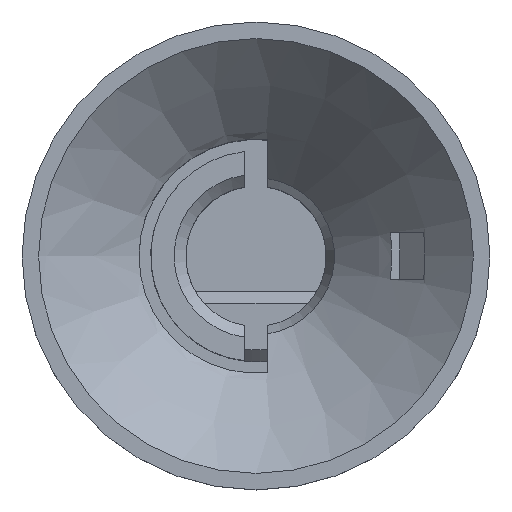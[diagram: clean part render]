
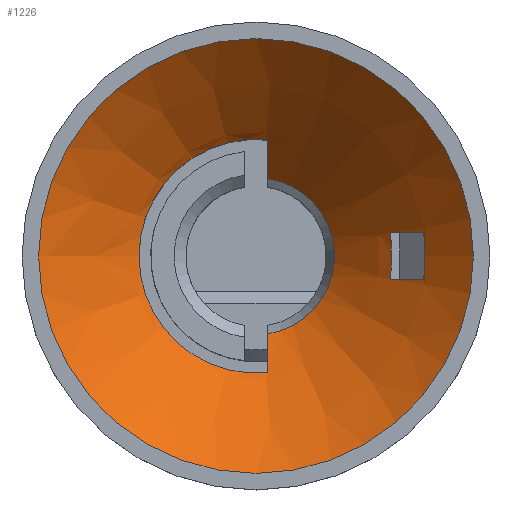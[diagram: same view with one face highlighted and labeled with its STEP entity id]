
A CAD part, top view. The second image highlights one B-rep face of the part: STEP entity #1226.
In plain terms, the highlighted conical face has half-angle 45 degrees and reference radius 4.646 mm.
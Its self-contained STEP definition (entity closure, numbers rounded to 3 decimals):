
#15=FACE_BOUND('',#311,.T.);
#149=CIRCLE('',#1282,3.354);
#151=CIRCLE('',#1288,5.);
#152=CIRCLE('',#1289,5.);
#171=CIRCLE('',#1344,9.293);
#178=CONICAL_SURFACE('',#1343,4.646,0.785);
#243=FACE_OUTER_BOUND('',#310,.T.);
#310=EDGE_LOOP('',(#1128,#1129,#1130,#1131,#1132,#1133,#1134,#1135));
#311=EDGE_LOOP('',(#1136,#1137,#1138,#1139));
#378=LINE('',#3677,#443);
#443=VECTOR('',#1597,4.646);
#445=(
BOUNDED_CURVE()
B_SPLINE_CURVE(2,(#1611,#1612,#1613),.UNSPECIFIED.,.F.,.F.)
B_SPLINE_CURVE_WITH_KNOTS((3,3),(0.017,0.213),
 .UNSPECIFIED.)
CURVE()
GEOMETRIC_REPRESENTATION_ITEM()
RATIONAL_B_SPLINE_CURVE((1.001,1.009,1.004))
REPRESENTATION_ITEM('')
);
#446=(
BOUNDED_CURVE()
B_SPLINE_CURVE(2,(#1621,#1622,#1623),.UNSPECIFIED.,.F.,.F.)
B_SPLINE_CURVE_WITH_KNOTS((3,3),(0.103,0.305),
 .UNSPECIFIED.)
CURVE()
GEOMETRIC_REPRESENTATION_ITEM()
RATIONAL_B_SPLINE_CURVE((1.,1.,1.))
REPRESENTATION_ITEM('')
);
#447=(
BOUNDED_CURVE()
B_SPLINE_CURVE(2,(#1629,#1630,#1631),.UNSPECIFIED.,.F.,.F.)
B_SPLINE_CURVE_WITH_KNOTS((3,3),(0.064,0.259),
 .UNSPECIFIED.)
CURVE()
GEOMETRIC_REPRESENTATION_ITEM()
RATIONAL_B_SPLINE_CURVE((1.004,1.009,1.001))
REPRESENTATION_ITEM('')
);
#448=(
BOUNDED_CURVE()
B_SPLINE_CURVE(2,(#1636,#1637,#1638),.UNSPECIFIED.,.F.,.F.)
B_SPLINE_CURVE_WITH_KNOTS((3,3),(0.127,0.328),
 .UNSPECIFIED.)
CURVE()
GEOMETRIC_REPRESENTATION_ITEM()
RATIONAL_B_SPLINE_CURVE((1.,1.,1.))
REPRESENTATION_ITEM('')
);
#451=(
BOUNDED_CURVE()
B_SPLINE_CURVE(2,(#1692,#1693,#1694),.UNSPECIFIED.,.F.,.F.)
B_SPLINE_CURVE_WITH_KNOTS((3,3),(2.439,2.499),
 .UNSPECIFIED.)
CURVE()
GEOMETRIC_REPRESENTATION_ITEM()
RATIONAL_B_SPLINE_CURVE((2.541,2.17,1.781))
REPRESENTATION_ITEM('')
);
#456=(
BOUNDED_CURVE()
B_SPLINE_CURVE(2,(#1742,#1743,#1744,#1745),.UNSPECIFIED.,.F.,.F.)
B_SPLINE_CURVE_WITH_KNOTS((3,1,3),(0.058,0.076,
0.117),.UNSPECIFIED.)
CURVE()
GEOMETRIC_REPRESENTATION_ITEM()
RATIONAL_B_SPLINE_CURVE((1.781,1.9,2.284,
2.541))
REPRESENTATION_ITEM('')
);
#457=VERTEX_POINT('',#1609);
#458=VERTEX_POINT('',#1610);
#461=VERTEX_POINT('',#1620);
#463=VERTEX_POINT('',#1628);
#482=VERTEX_POINT('',#1689);
#483=VERTEX_POINT('',#1691);
#492=VERTEX_POINT('',#1730);
#494=VERTEX_POINT('',#1741);
#495=VERTEX_POINT('',#1748);
#580=VERTEX_POINT('',#3676);
#582=EDGE_CURVE('',#457,#458,#445,.T.);
#586=EDGE_CURVE('',#458,#461,#446,.T.);
#589=EDGE_CURVE('',#461,#463,#447,.T.);
#592=EDGE_CURVE('',#463,#457,#448,.T.);
#616=EDGE_CURVE('',#483,#482,#451,.T.);
#632=EDGE_CURVE('',#483,#492,#149,.T.);
#636=EDGE_CURVE('',#494,#492,#456,.T.);
#638=EDGE_CURVE('',#482,#495,#151,.T.);
#639=EDGE_CURVE('',#495,#494,#152,.T.);
#766=EDGE_CURVE('',#495,#580,#378,.T.);
#767=EDGE_CURVE('',#580,#580,#171,.T.);
#1128=ORIENTED_EDGE('',*,*,#632,.F.);
#1129=ORIENTED_EDGE('',*,*,#616,.T.);
#1130=ORIENTED_EDGE('',*,*,#638,.T.);
#1131=ORIENTED_EDGE('',*,*,#766,.T.);
#1132=ORIENTED_EDGE('',*,*,#767,.F.);
#1133=ORIENTED_EDGE('',*,*,#766,.F.);
#1134=ORIENTED_EDGE('',*,*,#639,.T.);
#1135=ORIENTED_EDGE('',*,*,#636,.T.);
#1136=ORIENTED_EDGE('',*,*,#589,.T.);
#1137=ORIENTED_EDGE('',*,*,#592,.T.);
#1138=ORIENTED_EDGE('',*,*,#582,.T.);
#1139=ORIENTED_EDGE('',*,*,#586,.T.);
#1226=ADVANCED_FACE('',(#243,#15),#178,.F.);
#1282=AXIS2_PLACEMENT_3D('',#1731,#1437,#1438);
#1288=AXIS2_PLACEMENT_3D('',#1749,#1451,#1452);
#1289=AXIS2_PLACEMENT_3D('',#1750,#1453,#1454);
#1343=AXIS2_PLACEMENT_3D('',#3675,#1595,#1596);
#1344=AXIS2_PLACEMENT_3D('',#3678,#1598,#1599);
#1437=DIRECTION('center_axis',(0.,0.,1.));
#1438=DIRECTION('ref_axis',(1.,0.,0.));
#1451=DIRECTION('center_axis',(0.,0.,-1.));
#1452=DIRECTION('ref_axis',(1.,0.,0.));
#1453=DIRECTION('center_axis',(0.,0.,-1.));
#1454=DIRECTION('ref_axis',(1.,0.,0.));
#1595=DIRECTION('center_axis',(0.,0.,1.));
#1596=DIRECTION('ref_axis',(1.,0.,0.));
#1597=DIRECTION('',(-0.707,0.,0.707));
#1598=DIRECTION('center_axis',(0.,0.,-1.));
#1599=DIRECTION('ref_axis',(1.,0.,0.));
#1609=CARTESIAN_POINT('',(17.174,-1.,-2.049));
#1610=CARTESIAN_POINT('',(15.752,-1.,-3.455));
#1611=CARTESIAN_POINT('Ctrl Pts',(17.174,-1.,-2.049));
#1612=CARTESIAN_POINT('Ctrl Pts',(16.386,-1.,-2.83));
#1613=CARTESIAN_POINT('Ctrl Pts',(15.752,-1.,-3.455));
#1620=CARTESIAN_POINT('',(15.752,1.,-3.455));
#1621=CARTESIAN_POINT('Ctrl Pts',(15.752,-1.,-3.455));
#1622=CARTESIAN_POINT('Ctrl Pts',(15.838,0.,
-3.541));
#1623=CARTESIAN_POINT('Ctrl Pts',(15.752,1.,-3.455));
#1628=CARTESIAN_POINT('',(17.174,1.,-2.049));
#1629=CARTESIAN_POINT('Ctrl Pts',(15.752,1.,-3.455));
#1630=CARTESIAN_POINT('Ctrl Pts',(16.386,1.,-2.83));
#1631=CARTESIAN_POINT('Ctrl Pts',(17.174,1.,-2.049));
#1636=CARTESIAN_POINT('Ctrl Pts',(17.174,1.,-2.049));
#1637=CARTESIAN_POINT('Ctrl Pts',(17.244,0.,
-2.119));
#1638=CARTESIAN_POINT('Ctrl Pts',(17.174,-1.,-2.049));
#1689=CARTESIAN_POINT('',(10.5,-4.975,-4.293));
#1691=CARTESIAN_POINT('',(10.5,-3.316,-5.939));
#1692=CARTESIAN_POINT('Ctrl Pts',(10.5,-3.316,-5.939));
#1693=CARTESIAN_POINT('Ctrl Pts',(10.5,-3.982,-5.281));
#1694=CARTESIAN_POINT('Ctrl Pts',(10.5,-4.975,-4.293));
#1730=CARTESIAN_POINT('',(10.5,3.316,-5.939));
#1731=CARTESIAN_POINT('Origin',(10.,0.,-5.939));
#1741=CARTESIAN_POINT('',(10.5,4.975,-4.293));
#1742=CARTESIAN_POINT('Ctrl Pts',(10.5,4.975,-4.293));
#1743=CARTESIAN_POINT('Ctrl Pts',(10.5,4.627,-4.639));
#1744=CARTESIAN_POINT('Ctrl Pts',(10.5,3.755,-5.505));
#1745=CARTESIAN_POINT('Ctrl Pts',(10.5,3.316,-5.939));
#1748=CARTESIAN_POINT('',(5.,0.,-4.293));
#1749=CARTESIAN_POINT('Origin',(10.,0.,-4.293));
#1750=CARTESIAN_POINT('Origin',(10.,0.,-4.293));
#3675=CARTESIAN_POINT('Origin',(10.,0.,-4.646));
#3676=CARTESIAN_POINT('',(0.707,0.,0.));
#3677=CARTESIAN_POINT('',(5.354,0.,-4.646));
#3678=CARTESIAN_POINT('Origin',(10.,0.,0.));
